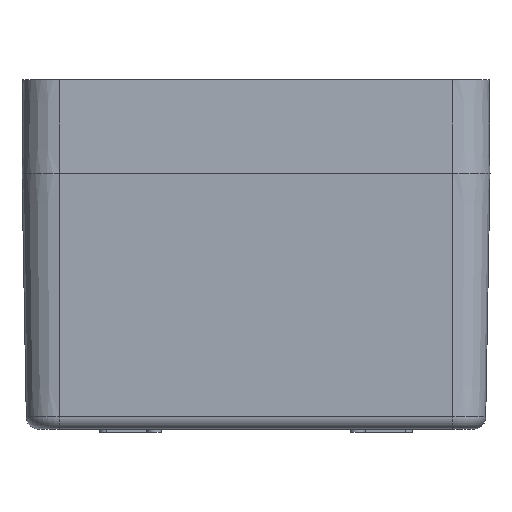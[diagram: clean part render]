
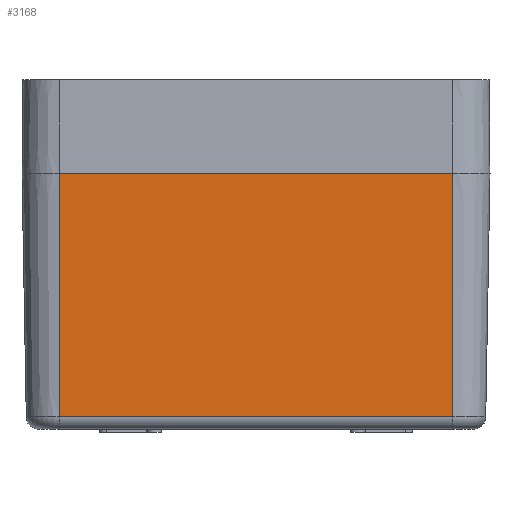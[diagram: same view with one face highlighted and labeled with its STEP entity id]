
A CAD part, left-side view. The second image highlights one B-rep face of the part: STEP entity #3168.
In plain terms, the highlighted planar face has unit normal (-1, 0, -0.018).
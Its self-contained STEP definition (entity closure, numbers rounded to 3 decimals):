
#3148=AXIS2_PLACEMENT_3D('Plane Axis2P3D',#3145,#3146,#3147) ;
#2567=CARTESIAN_POINT('Vertex',(0.,69.,41.5)) ;
#2570=CARTESIAN_POINT('Line Origine',(0.,37.5,41.5)) ;
#2574=CARTESIAN_POINT('Vertex',(0.,6.,41.5)) ;
#3126=CARTESIAN_POINT('Line Origine',(-8723.203,69.,499793.478)) ;
#3130=CARTESIAN_POINT('Vertex',(0.681,69.,2.465)) ;
#3145=CARTESIAN_POINT('Axis2P3D Location',(0.,37.5,41.5)) ;
#3150=CARTESIAN_POINT('Line Origine',(0.681,37.5,2.465)) ;
#3154=CARTESIAN_POINT('Vertex',(0.681,6.,2.465)) ;
#3157=CARTESIAN_POINT('Line Origine',(0.341,6.,21.983)) ;
#2571=DIRECTION('Vector Direction',(0.,1.,0.)) ;
#3127=DIRECTION('Vector Direction',(-0.017,0.,1.)) ;
#3146=DIRECTION('Axis2P3D Direction',(1.,-0.,0.017)) ;
#3147=DIRECTION('Axis2P3D XDirection',(0.,1.,0.)) ;
#3151=DIRECTION('Vector Direction',(0.,1.,0.)) ;
#3158=DIRECTION('Vector Direction',(-0.017,0.,1.)) ;
#2572=VECTOR('Line Direction',#2571,1.) ;
#3128=VECTOR('Line Direction',#3127,1.) ;
#3152=VECTOR('Line Direction',#3151,1.) ;
#3159=VECTOR('Line Direction',#3158,1.) ;
#3163=ORIENTED_EDGE('',*,*,#3156,.F.) ;
#3164=ORIENTED_EDGE('',*,*,#3161,.F.) ;
#3165=ORIENTED_EDGE('',*,*,#2576,.F.) ;
#3166=ORIENTED_EDGE('',*,*,#3132,.T.) ;
#3168=ADVANCED_FACE('Body',(#3167),#3149,.F.) ;
#2576=EDGE_CURVE('',#2568,#2575,#2573,.F.) ;
#3132=EDGE_CURVE('',#2568,#3131,#3129,.F.) ;
#3156=EDGE_CURVE('',#3155,#3131,#3153,.T.) ;
#3161=EDGE_CURVE('',#2575,#3155,#3160,.F.) ;
#3162=EDGE_LOOP('',(#3163,#3164,#3165,#3166)) ;
#3167=FACE_OUTER_BOUND('',#3162,.T.) ;
#2573=LINE('Line',#2570,#2572) ;
#3129=LINE('Line',#3126,#3128) ;
#3153=LINE('Line',#3150,#3152) ;
#3160=LINE('Line',#3157,#3159) ;
#3149=PLANE('',#3148) ;
#2568=VERTEX_POINT('',#2567) ;
#2575=VERTEX_POINT('',#2574) ;
#3131=VERTEX_POINT('',#3130) ;
#3155=VERTEX_POINT('',#3154) ;
